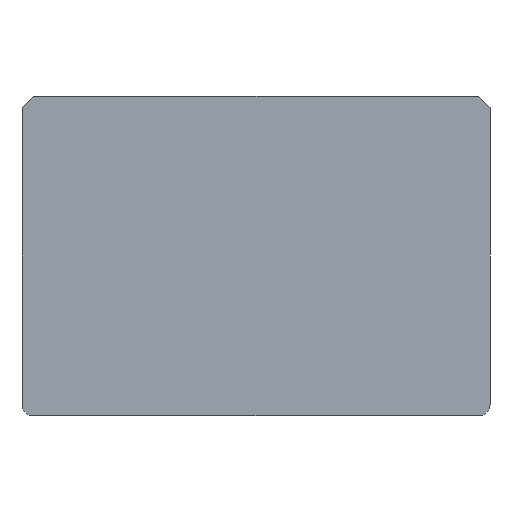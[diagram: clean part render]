
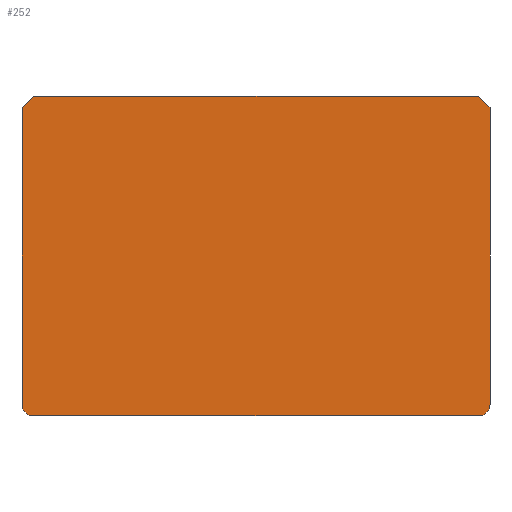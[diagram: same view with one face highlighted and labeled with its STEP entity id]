
A CAD part, front view. The second image highlights one B-rep face of the part: STEP entity #252.
In plain terms, the highlighted planar face has unit normal (0, -1, 0).
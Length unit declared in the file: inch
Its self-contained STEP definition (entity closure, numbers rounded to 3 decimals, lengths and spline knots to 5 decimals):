
#11 = ORIENTED_EDGE ( 'NONE', *, *, #657, .T. ) ;
#33 = AXIS2_PLACEMENT_3D ( 'NONE', #715, #716, #717 ) ;
#36 = AXIS2_PLACEMENT_3D ( 'NONE', #729, #730, #731 ) ;
#65 = CARTESIAN_POINT ( 'NONE',  ( 0., 0., 0.025 ) ) ;
#71 = DIRECTION ( 'NONE',  ( 0., 1., 0. ) ) ;
#95 = CARTESIAN_POINT ( 'NONE',  ( 0., 0., 0.67 ) ) ;
#104 = CARTESIAN_POINT ( 'NONE',  ( 0., 0., 0.645 ) ) ;
#109 = DIRECTION ( 'NONE',  ( 0., 0., 1. ) ) ;
#113 = CARTESIAN_POINT ( 'NONE',  ( 0.025, 0., 0. ) ) ;
#118 = CARTESIAN_POINT ( 'NONE',  ( 0.98, 0., 0.025 ) ) ;
#120 = CARTESIAN_POINT ( 'NONE',  ( 0.98, 0., 0.645 ) ) ;
#121 = PLANE ( 'NONE',  #675 ) ;
#130 = CARTESIAN_POINT ( 'NONE',  ( 0.955, 0., 0. ) ) ;
#132 = DIRECTION ( 'NONE',  ( 0., 0., -1. ) ) ;
#133 = CARTESIAN_POINT ( 'NONE',  ( 0.025, 0., 0.67 ) ) ;
#141 = CARTESIAN_POINT ( 'NONE',  ( 0., 0., 0.67 ) ) ;
#147 = CARTESIAN_POINT ( 'NONE',  ( 0.955, 0., 0.67 ) ) ;
#252 = ADVANCED_FACE ( 'NONE', ( #565 ), #121, .F. ) ;
#281 = VECTOR ( 'NONE', #738, 39.37008 ) ;
#295 = LINE ( 'NONE', #697, #314 ) ;
#301 = LINE ( 'NONE', #741, #303 ) ;
#303 = VECTOR ( 'NONE', #746, 39.37008 ) ;
#307 = LINE ( 'NONE', #141, #308 ) ;
#308 = VECTOR ( 'NONE', #132, 39.37008 ) ;
#314 = VECTOR ( 'NONE', #706, 39.37008 ) ;
#323 = VECTOR ( 'NONE', #705, 39.37008 ) ;
#330 = VECTOR ( 'NONE', #708, 39.37008 ) ;
#331 = CIRCLE ( 'NONE', #36, 0.025 ) ;
#333 = LINE ( 'NONE', #707, #330 ) ;
#337 = CIRCLE ( 'NONE', #33, 0.025 ) ;
#338 = LINE ( 'NONE', #698, #323 ) ;
#354 = LINE ( 'NONE', #737, #281 ) ;
#418 = EDGE_LOOP ( 'NONE', ( #483, #11, #489, #493, #486, #494, #460, #491 ) ) ;
#460 = ORIENTED_EDGE ( 'NONE', *, *, #614, .T. ) ;
#483 = ORIENTED_EDGE ( 'NONE', *, *, #655, .T. ) ;
#486 = ORIENTED_EDGE ( 'NONE', *, *, #654, .F. ) ;
#489 = ORIENTED_EDGE ( 'NONE', *, *, #667, .F. ) ;
#491 = ORIENTED_EDGE ( 'NONE', *, *, #662, .T. ) ;
#493 = ORIENTED_EDGE ( 'NONE', *, *, #653, .T. ) ;
#494 = ORIENTED_EDGE ( 'NONE', *, *, #672, .T. ) ;
#499 = VERTEX_POINT ( 'NONE', #147 ) ;
#501 = VERTEX_POINT ( 'NONE', #118 ) ;
#502 = VERTEX_POINT ( 'NONE', #120 ) ;
#503 = VERTEX_POINT ( 'NONE', #133 ) ;
#504 = VERTEX_POINT ( 'NONE', #130 ) ;
#505 = VERTEX_POINT ( 'NONE', #104 ) ;
#506 = VERTEX_POINT ( 'NONE', #65 ) ;
#509 = VERTEX_POINT ( 'NONE', #113 ) ;
#565 = FACE_OUTER_BOUND ( 'NONE', #418, .T. ) ;
#614 = EDGE_CURVE ( 'NONE', #505, #506, #307, .T. ) ;
#653 = EDGE_CURVE ( 'NONE', #502, #499, #338, .T. ) ;
#654 = EDGE_CURVE ( 'NONE', #503, #499, #295, .T. ) ;
#655 = EDGE_CURVE ( 'NONE', #509, #504, #333, .T. ) ;
#657 = EDGE_CURVE ( 'NONE', #504, #501, #337, .T. ) ;
#662 = EDGE_CURVE ( 'NONE', #506, #509, #331, .T. ) ;
#667 = EDGE_CURVE ( 'NONE', #502, #501, #354, .T. ) ;
#672 = EDGE_CURVE ( 'NONE', #503, #505, #301, .T. ) ;
#675 = AXIS2_PLACEMENT_3D ( 'NONE', #95, #71, #109 ) ;
#697 = CARTESIAN_POINT ( 'NONE',  ( 0., 0., 0.67 ) ) ;
#698 = CARTESIAN_POINT ( 'NONE',  ( 0.955, 0., 0.67 ) ) ;
#705 = DIRECTION ( 'NONE',  ( -0.707, 0., 0.707 ) ) ;
#706 = DIRECTION ( 'NONE',  ( 1., 0., 0. ) ) ;
#707 = CARTESIAN_POINT ( 'NONE',  ( 0., 0., 0. ) ) ;
#708 = DIRECTION ( 'NONE',  ( 1., 0., 0. ) ) ;
#715 = CARTESIAN_POINT ( 'NONE',  ( 0.955, 0., 0.025 ) ) ;
#716 = DIRECTION ( 'NONE',  ( 0., -1., 0. ) ) ;
#717 = DIRECTION ( 'NONE',  ( 0., 0., 1. ) ) ;
#729 = CARTESIAN_POINT ( 'NONE',  ( 0.025, 0., 0.025 ) ) ;
#730 = DIRECTION ( 'NONE',  ( 0., -1., 0. ) ) ;
#731 = DIRECTION ( 'NONE',  ( 0., 0., 1. ) ) ;
#737 = CARTESIAN_POINT ( 'NONE',  ( 0.98, 0., 0.67 ) ) ;
#738 = DIRECTION ( 'NONE',  ( 0., 0., -1. ) ) ;
#741 = CARTESIAN_POINT ( 'NONE',  ( 0.025, 0., 0.67 ) ) ;
#746 = DIRECTION ( 'NONE',  ( -0.707, 0., -0.707 ) ) ;
